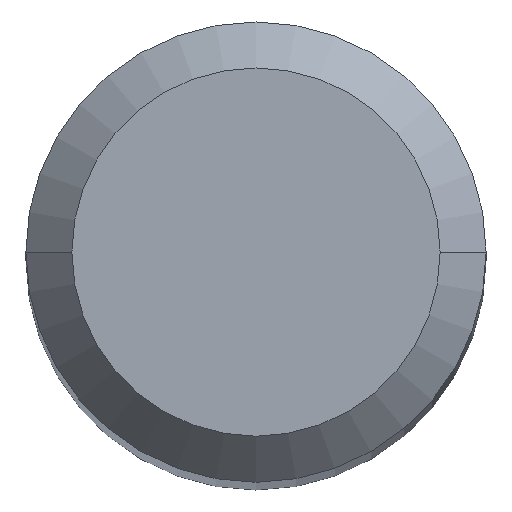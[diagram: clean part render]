
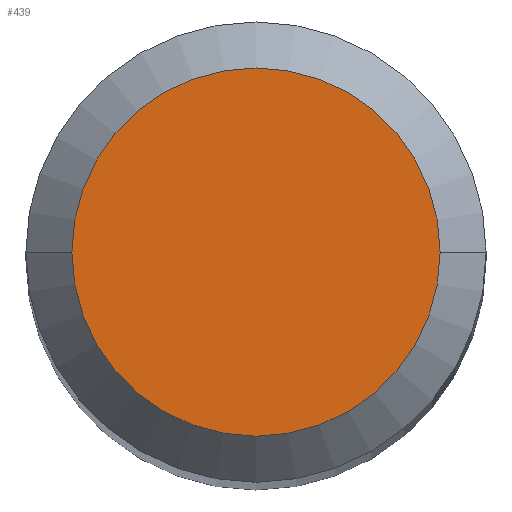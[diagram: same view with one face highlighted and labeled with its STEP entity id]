
A CAD part, top view. The second image highlights one B-rep face of the part: STEP entity #439.
In plain terms, the highlighted planar face has unit normal (0, 0, 1).
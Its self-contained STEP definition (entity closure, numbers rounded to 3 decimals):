
#34 = AXIS2_PLACEMENT_3D ( 'NONE', #206, #203, #634 ) ;
#74 = FACE_OUTER_BOUND ( 'NONE', #127, .T. ) ;
#124 = PLANE ( 'NONE',  #350 ) ;
#127 = EDGE_LOOP ( 'NONE', ( #453, #199 ) ) ;
#130 = VERTEX_POINT ( 'NONE', #446 ) ;
#150 = DIRECTION ( 'NONE',  ( 0., 0., 1. ) ) ;
#187 = VERTEX_POINT ( 'NONE', #631 ) ;
#199 = ORIENTED_EDGE ( 'NONE', *, *, #556, .T. ) ;
#203 = DIRECTION ( 'NONE',  ( 0., 0., 1. ) ) ;
#206 = CARTESIAN_POINT ( 'NONE',  ( 0., 0., 38. ) ) ;
#282 = DIRECTION ( 'NONE',  ( 0., 0., 1. ) ) ;
#350 = AXIS2_PLACEMENT_3D ( 'NONE', #395, #282, #599 ) ;
#357 = DIRECTION ( 'NONE',  ( 1., 0., 0. ) ) ;
#395 = CARTESIAN_POINT ( 'NONE',  ( 0., 1.5, 38. ) ) ;
#439 = ADVANCED_FACE ( 'NONE', ( #74 ), #124, .T. ) ;
#440 = CIRCLE ( 'NONE', #34, 1.2 ) ;
#446 = CARTESIAN_POINT ( 'NONE',  ( -1.2, 0., 38. ) ) ;
#453 = ORIENTED_EDGE ( 'NONE', *, *, #596, .T. ) ;
#525 = CARTESIAN_POINT ( 'NONE',  ( 0., 0., 38. ) ) ;
#540 = AXIS2_PLACEMENT_3D ( 'NONE', #525, #150, #357 ) ;
#556 = EDGE_CURVE ( 'NONE', #187, #130, #440, .T. ) ;
#596 = EDGE_CURVE ( 'NONE', #130, #187, #621, .T. ) ;
#599 = DIRECTION ( 'NONE',  ( 1., 0., 0. ) ) ;
#621 = CIRCLE ( 'NONE', #540, 1.2 ) ;
#631 = CARTESIAN_POINT ( 'NONE',  ( 1.2, 0., 38. ) ) ;
#634 = DIRECTION ( 'NONE',  ( 1., 0., 0. ) ) ;
